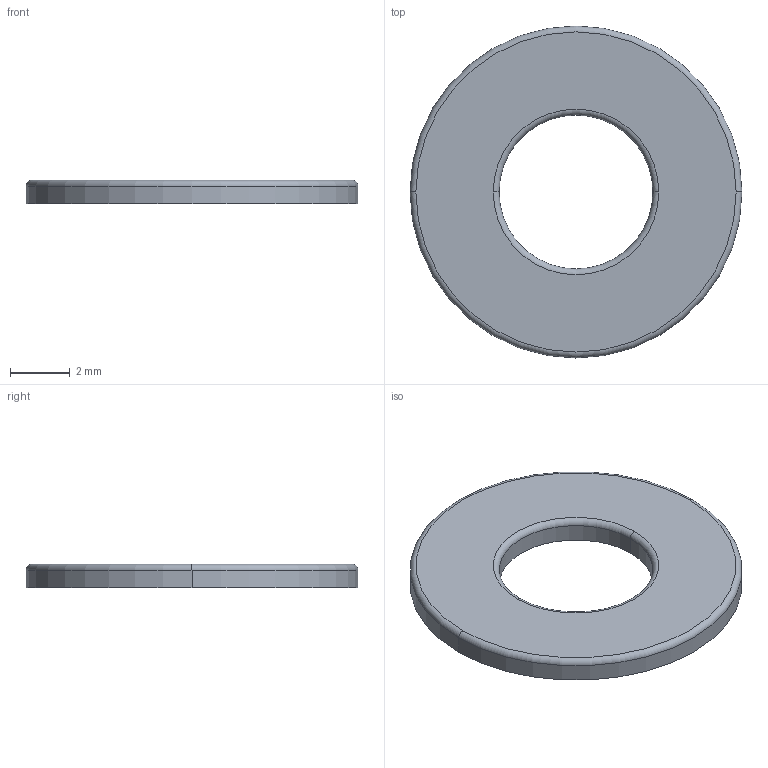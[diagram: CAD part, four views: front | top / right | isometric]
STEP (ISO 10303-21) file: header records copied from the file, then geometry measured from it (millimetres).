
FILE_DESCRIPTION (( 'STEP AP203' ), '1' );
FILE_NAME ('90107A011_316 Stainless Steel Washer.STEP', '2023-02-10T13:54:24', ( 'Administrator' ), ( 'Managed by Terraform' ), 'SwSTEP 2.0', 'SolidWorks 2017', '' );
FILE_SCHEMA (( 'CONFIG_CONTROL_DESIGN' ));
Length unit declared in the file: inch
Products named in the file (1): 90107A011_316 Stainless Steel Washer
Bounding box: 11.13 x 11.13 x 0.79 mm (x, y, z)
Volume: 59.7 mm3; surface area: 188.6 mm2
Topology: 1 solids, 1 shells, 10 faces, 20 edges, 12 vertices
Faces by surface type: torus 4, cylinder 4, plane 2
Entity records: 351 total; most frequent: DIRECTION 58, CARTESIAN_POINT 43, ORIENTED_EDGE 40, AXIS2_PLACEMENT_3D 27, EDGE_CURVE 20, CIRCLE 16, EDGE_LOOP 12, VERTEX_POINT 12
